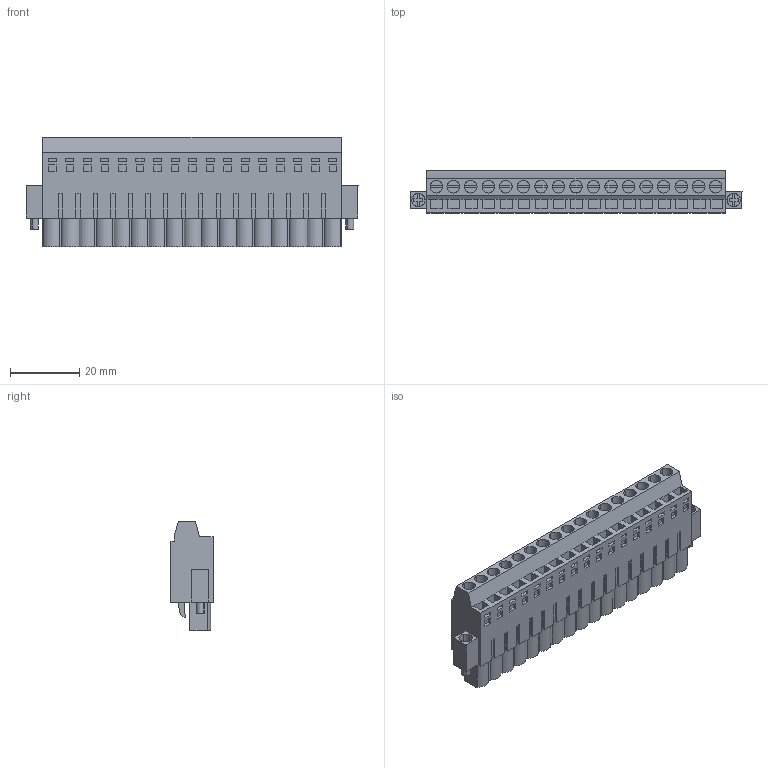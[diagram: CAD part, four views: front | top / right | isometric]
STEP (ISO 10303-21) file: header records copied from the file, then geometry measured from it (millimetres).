
FILE_DESCRIPTION(('CATIA V5 STEP Exchange','CAx-IF Rec.Pracs.--- Model Styling and Organization---1.2---2011-12-15'),'2;1');
FILE_NAME ('D1457353_0_1844140000_1844140000.stp','2017-10-31T20:30:06+00:00',('none'),('Weidmueller'),'CATIA Version 5-6 Release 2014','CATIA V5 STEP AP214','none');
FILE_SCHEMA(('AUTOMOTIVE_DESIGN { 1 0 10303 214 1 1 1 1 }'));
Length unit declared in the file: millimetre
Products named in the file (1): 1844140000
Bounding box: 96.16 x 12.2 x 31.8 mm (x, y, z)
Volume: 23574.1 mm3; surface area: 13508.7 mm2
Topology: 20 solids, 20 shells, 1156 faces, 3211 edges, 2188 vertices
Faces by surface type: plane 992, cylinder 164
Entity records: 35443 total; most frequent: CARTESIAN_POINT 6484, ORIENTED_EDGE 6422, DIRECTION 4595, EDGE_CURVE 3211, VECTOR 2807, LINE 2807, VERTEX_POINT 2188, EDGE_LOOP 1253
